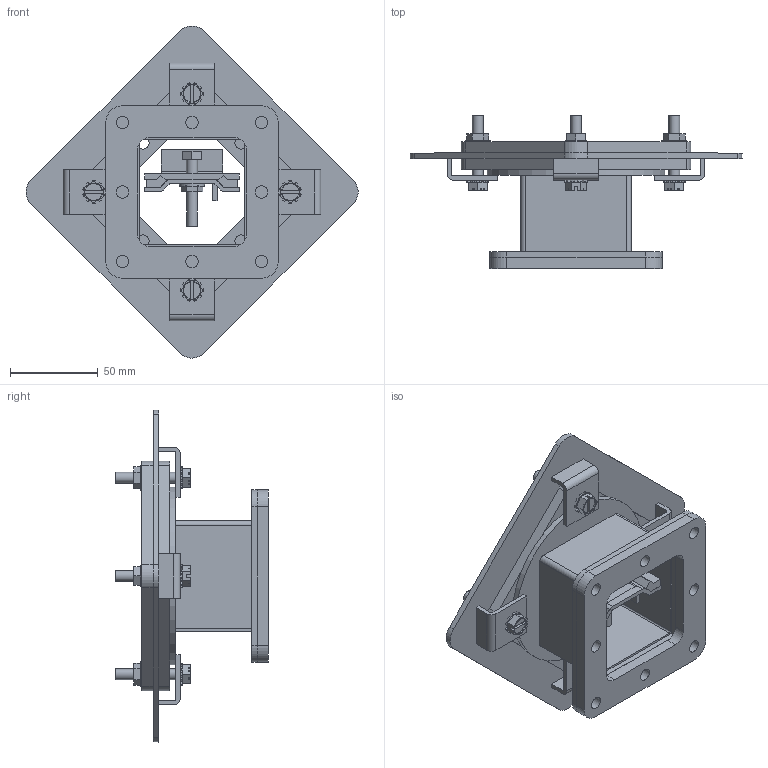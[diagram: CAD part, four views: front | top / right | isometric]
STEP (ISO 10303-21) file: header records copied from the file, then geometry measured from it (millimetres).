
FILE_DESCRIPTION (( 'STEP AP203' ), '1' );
FILE_NAME ('1485BV2.step', '2020-11-19T14:30:30', ( 'ADC123' ), ( 'Microsoft' ), 'SwSTEP 2.0', 'SolidWorks 2019', '' );
FILE_SCHEMA (( 'CONFIG_CONTROL_DESIGN' ));
Length unit declared in the file: inch
Products named in the file (1): 1485BV2
Bounding box: 189.6 x 87.22 x 189.6 mm (x, y, z)
Volume: 238352.6 mm3; surface area: 158705.4 mm2
Topology: 31 solids, 31 shells, 624 faces, 1655 edges, 1100 vertices
Faces by surface type: plane 437, cylinder 175, bspline 10, cone 2
Full cylindrical faces by diameter (mm): 4.763 x2, 4.976 x5, 5.7 x1, 6.198 x5, 6.35 x1, 6.553 x4, 6.731 x1, 7.137 x30, 7.925 x4, 7.938 x1, 9.525 x5, 14.287 x1, 101.6 x1
Entity records: 19799 total; most frequent: CARTESIAN_POINT 4007, ORIENTED_EDGE 3184, DIRECTION 3144, EDGE_CURVE 1592, LINE 1206, VECTOR 1206, VERTEX_POINT 1100, AXIS2_PLACEMENT_3D 969
